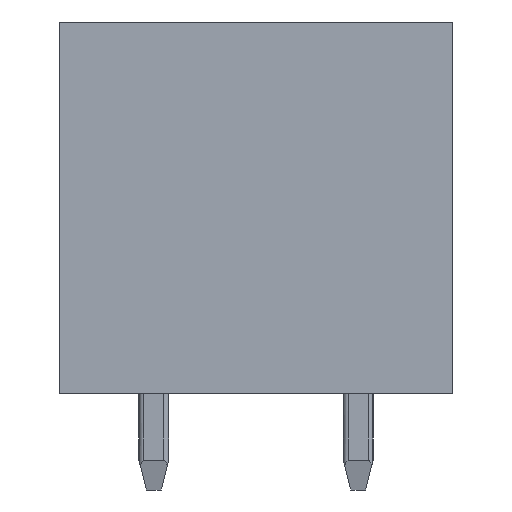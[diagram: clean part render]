
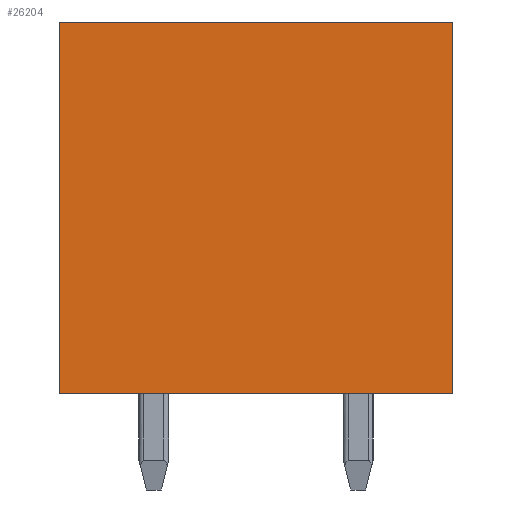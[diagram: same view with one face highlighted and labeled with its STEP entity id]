
A CAD part, left-side view. The second image highlights one B-rep face of the part: STEP entity #26204.
In plain terms, the highlighted planar face has unit normal (-1, 0, 0).
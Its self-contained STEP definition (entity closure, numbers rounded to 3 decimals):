
#2041=DIRECTION('',(0.,0.,-1.));
#2042=VECTOR('',#2041,10.);
#2043=CARTESIAN_POINT('',(-60.3,-5.3,3.7));
#2044=LINE('',#2043,#2042);
#2045=DIRECTION('',(0.,1.,0.));
#2046=VECTOR('',#2045,10.6);
#2047=CARTESIAN_POINT('',(-60.3,-5.3,-6.3));
#2048=LINE('',#2047,#2046);
#2049=DIRECTION('',(0.,0.,1.));
#2050=VECTOR('',#2049,10.);
#2051=CARTESIAN_POINT('',(-60.3,5.3,-6.3));
#2052=LINE('',#2051,#2050);
#2053=DIRECTION('',(0.,-1.,0.));
#2054=VECTOR('',#2053,10.6);
#2055=CARTESIAN_POINT('',(-60.3,5.3,3.7));
#2056=LINE('',#2055,#2054);
#19433=CARTESIAN_POINT('',(-60.3,-5.3,3.7));
#19434=CARTESIAN_POINT('',(-60.3,-5.3,-6.3));
#19435=VERTEX_POINT('',#19433);
#19436=VERTEX_POINT('',#19434);
#19437=CARTESIAN_POINT('',(-60.3,5.3,-6.3));
#19438=VERTEX_POINT('',#19437);
#19439=CARTESIAN_POINT('',(-60.3,5.3,3.7));
#19440=VERTEX_POINT('',#19439);
#26193=CARTESIAN_POINT('',(-60.3,0.,0.));
#26194=DIRECTION('',(1.,0.,0.));
#26195=DIRECTION('',(0.,-1.,0.));
#26196=AXIS2_PLACEMENT_3D('',#26193,#26194,#26195);
#26197=PLANE('',#26196);
#26198=ORIENTED_EDGE('',*,*,#24467,.T.);
#26199=ORIENTED_EDGE('',*,*,#24482,.T.);
#26200=ORIENTED_EDGE('',*,*,#25108,.T.);
#26201=ORIENTED_EDGE('',*,*,#25121,.T.);
#26202=EDGE_LOOP('',(#26198,#26199,#26200,#26201));
#26203=FACE_OUTER_BOUND('',#26202,.F.);
#26204=ADVANCED_FACE('',(#26203),#26197,.F.);
#24467=EDGE_CURVE('',#19435,#19436,#2044,.T.);
#24482=EDGE_CURVE('',#19436,#19438,#2048,.T.);
#25108=EDGE_CURVE('',#19438,#19440,#2052,.T.);
#25121=EDGE_CURVE('',#19440,#19435,#2056,.T.);
